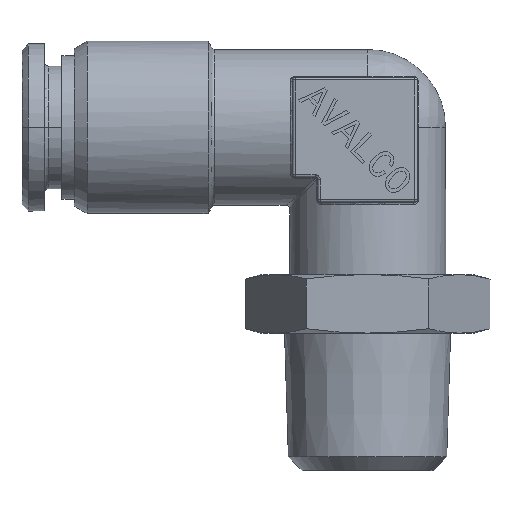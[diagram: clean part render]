
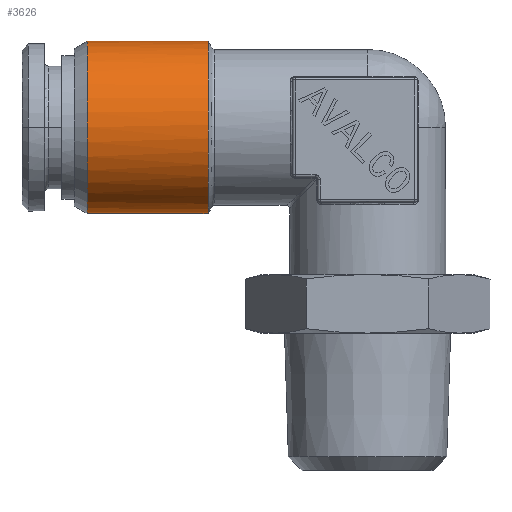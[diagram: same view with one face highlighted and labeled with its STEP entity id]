
A CAD part, top view. The second image highlights one B-rep face of the part: STEP entity #3626.
In plain terms, the highlighted cylindrical face has radius 6.9 mm (diameter 13.8 mm), a partial arc.
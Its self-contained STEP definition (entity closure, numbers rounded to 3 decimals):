
#3351=CARTESIAN_POINT('Axis2P3D Location',(-22.48,0.,0.)) ;
#3355=CARTESIAN_POINT('Vertex',(-22.48,6.9,0.)) ;
#3357=CARTESIAN_POINT('Vertex',(-22.48,-6.9,0.)) ;
#3584=CARTESIAN_POINT('Axis2P3D Location',(-24.03,0.,0.)) ;
#3589=CARTESIAN_POINT('Line Origine',(-24.03,-6.9,0.)) ;
#3593=CARTESIAN_POINT('Vertex',(-12.788,-6.9,0.)) ;
#3597=CARTESIAN_POINT('Control Point',(-12.788,-6.9,0.)) ;
#3598=CARTESIAN_POINT('Control Point',(-12.788,-6.9,1.084)) ;
#3599=CARTESIAN_POINT('Control Point',(-12.788,-6.687,2.168)) ;
#3600=CARTESIAN_POINT('Control Point',(-12.788,-6.261,3.196)) ;
#3601=CARTESIAN_POINT('Control Point',(-12.788,-5.03,5.03)) ;
#3602=CARTESIAN_POINT('Control Point',(-12.788,-3.196,6.261)) ;
#3603=CARTESIAN_POINT('Control Point',(-12.788,-2.168,6.687)) ;
#3604=CARTESIAN_POINT('Control Point',(-12.788,0.,7.113)) ;
#3605=CARTESIAN_POINT('Control Point',(-12.788,2.168,6.687)) ;
#3606=CARTESIAN_POINT('Control Point',(-12.788,3.196,6.261)) ;
#3607=CARTESIAN_POINT('Control Point',(-12.788,5.03,5.03)) ;
#3608=CARTESIAN_POINT('Control Point',(-12.788,6.261,3.196)) ;
#3609=CARTESIAN_POINT('Control Point',(-12.788,6.687,2.168)) ;
#3610=CARTESIAN_POINT('Control Point',(-12.788,6.9,1.084)) ;
#3611=CARTESIAN_POINT('Control Point',(-12.788,6.9,0.)) ;
#3612=CARTESIAN_POINT('Vertex',(-12.788,6.9,0.)) ;
#3615=CARTESIAN_POINT('Line Origine',(-24.03,6.9,0.)) ;
#3352=DIRECTION('Axis2P3D Direction',(1.,0.,0.)) ;
#3585=DIRECTION('Axis2P3D Direction',(1.,0.,0.)) ;
#3586=DIRECTION('Axis2P3D XDirection',(0.,1.,0.)) ;
#3590=DIRECTION('Vector Direction',(1.,0.,0.)) ;
#3616=DIRECTION('Vector Direction',(1.,0.,0.)) ;
#3353=AXIS2_PLACEMENT_3D('Circle Axis2P3D',#3351,#3352,$) ;
#3587=AXIS2_PLACEMENT_3D('Cylinder Axis2P3D',#3584,#3585,#3586) ;
#3621=ORIENTED_EDGE('',*,*,#3359,.T.) ;
#3622=ORIENTED_EDGE('',*,*,#3595,.F.) ;
#3623=ORIENTED_EDGE('',*,*,#3614,.T.) ;
#3624=ORIENTED_EDGE('',*,*,#3619,.F.) ;
#3591=VECTOR('Line Direction',#3590,1.) ;
#3617=VECTOR('Line Direction',#3616,1.) ;
#3626=ADVANCED_FACE('PR505B-08R14',(#3625),#3588,.T.) ;
#3596=B_SPLINE_CURVE_WITH_KNOTS('',5,(#3597,#3598,#3599,#3600,#3601,#3602,#3603,#3604,#3605,#3606,#3607,#3608,#3609,#3610,#3611),.UNSPECIFIED.,.F.,.U.,(6,3,3,3,6),(-10.838,-5.419,0.,5.419,10.838),.UNSPECIFIED.) ;
#3354=CIRCLE('generated circle',#3353,6.9) ;
#3588=CYLINDRICAL_SURFACE('generated cylinder',#3587,6.9) ;
#3359=EDGE_CURVE('',#3356,#3358,#3354,.T.) ;
#3595=EDGE_CURVE('',#3594,#3358,#3592,.F.) ;
#3614=EDGE_CURVE('',#3594,#3613,#3596,.T.) ;
#3619=EDGE_CURVE('',#3356,#3613,#3618,.T.) ;
#3620=EDGE_LOOP('',(#3621,#3622,#3623,#3624)) ;
#3625=FACE_OUTER_BOUND('',#3620,.T.) ;
#3592=LINE('Line',#3589,#3591) ;
#3618=LINE('Line',#3615,#3617) ;
#3356=VERTEX_POINT('',#3355) ;
#3358=VERTEX_POINT('',#3357) ;
#3594=VERTEX_POINT('',#3593) ;
#3613=VERTEX_POINT('',#3612) ;
